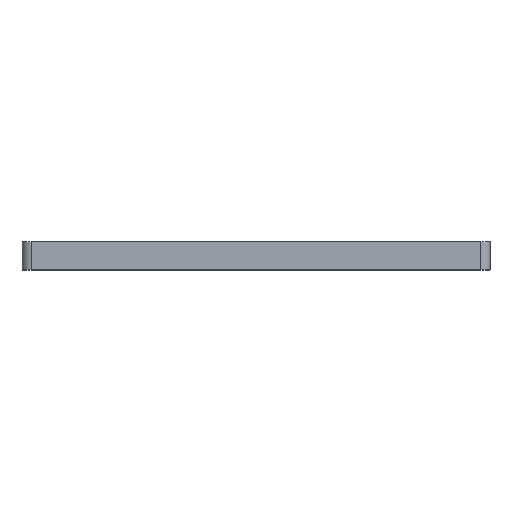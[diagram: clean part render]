
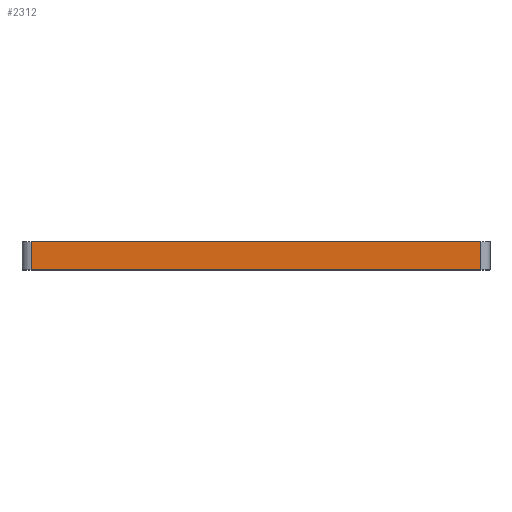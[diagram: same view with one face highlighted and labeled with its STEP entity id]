
A CAD part, top view. The second image highlights one B-rep face of the part: STEP entity #2312.
In plain terms, the highlighted planar face has unit normal (0, 0, 1).
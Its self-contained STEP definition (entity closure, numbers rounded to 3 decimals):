
#25 = LINE ( 'NONE', #10854, #7269 ) ;
#52 = EDGE_CURVE ( 'NONE', #979, #4650, #8297, .T. ) ;
#634 = LINE ( 'NONE', #11890, #4192 ) ;
#647 = ORIENTED_EDGE ( 'NONE', *, *, #2834, .T. ) ;
#979 = VERTEX_POINT ( 'NONE', #11438 ) ;
#2312 = ADVANCED_FACE ( 'NONE', ( #11233 ), #3220, .F. ) ;
#2834 = EDGE_CURVE ( 'NONE', #3268, #10558, #9302, .T. ) ;
#2888 = CARTESIAN_POINT ( 'NONE',  ( 48., 6., 50. ) ) ;
#3220 = PLANE ( 'NONE',  #5712 ) ;
#3268 = VERTEX_POINT ( 'NONE', #7374 ) ;
#3565 = DIRECTION ( 'NONE',  ( 0., 1., 0. ) ) ;
#4148 = DIRECTION ( 'NONE',  ( 0., 0., -1. ) ) ;
#4192 = VECTOR ( 'NONE', #10927, 1000. ) ;
#4650 = VERTEX_POINT ( 'NONE', #2888 ) ;
#5643 = EDGE_LOOP ( 'NONE', ( #6000, #647, #9665, #8169 ) ) ;
#5712 = AXIS2_PLACEMENT_3D ( 'NONE', #7019, #4148, #7095 ) ;
#6000 = ORIENTED_EDGE ( 'NONE', *, *, #12013, .F. ) ;
#7019 = CARTESIAN_POINT ( 'NONE',  ( -50., 6., 50. ) ) ;
#7095 = DIRECTION ( 'NONE',  ( -1., 0., 0. ) ) ;
#7269 = VECTOR ( 'NONE', #11770, 1000. ) ;
#7374 = CARTESIAN_POINT ( 'NONE',  ( -48., 6., 50. ) ) ;
#7425 = DIRECTION ( 'NONE',  ( 0., -1., 0. ) ) ;
#8169 = ORIENTED_EDGE ( 'NONE', *, *, #52, .T. ) ;
#8297 = LINE ( 'NONE', #9209, #10497 ) ;
#9209 = CARTESIAN_POINT ( 'NONE',  ( 48., 6., 50. ) ) ;
#9302 = LINE ( 'NONE', #10197, #12266 ) ;
#9665 = ORIENTED_EDGE ( 'NONE', *, *, #11954, .T. ) ;
#10197 = CARTESIAN_POINT ( 'NONE',  ( -48., 6., 50. ) ) ;
#10497 = VECTOR ( 'NONE', #3565, 1000. ) ;
#10558 = VERTEX_POINT ( 'NONE', #11576 ) ;
#10854 = CARTESIAN_POINT ( 'NONE',  ( -50., 0., 50. ) ) ;
#10927 = DIRECTION ( 'NONE',  ( 1., 0., 0. ) ) ;
#11233 = FACE_OUTER_BOUND ( 'NONE', #5643, .T. ) ;
#11438 = CARTESIAN_POINT ( 'NONE',  ( 48., 0., 50. ) ) ;
#11576 = CARTESIAN_POINT ( 'NONE',  ( -48., 0., 50. ) ) ;
#11770 = DIRECTION ( 'NONE',  ( 1., 0., 0. ) ) ;
#11890 = CARTESIAN_POINT ( 'NONE',  ( -50., 6., 50. ) ) ;
#11954 = EDGE_CURVE ( 'NONE', #10558, #979, #25, .T. ) ;
#12013 = EDGE_CURVE ( 'NONE', #3268, #4650, #634, .T. ) ;
#12266 = VECTOR ( 'NONE', #7425, 1000. ) ;
